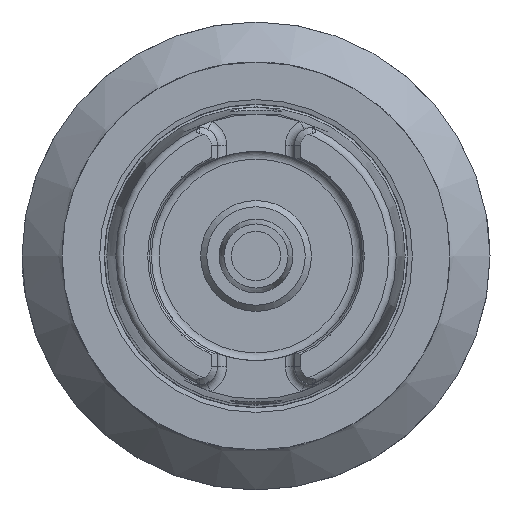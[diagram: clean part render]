
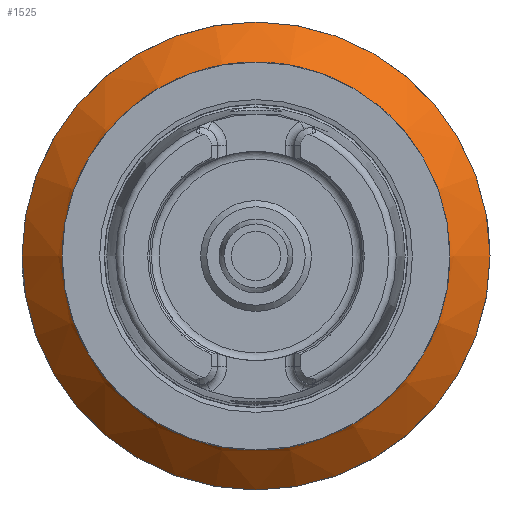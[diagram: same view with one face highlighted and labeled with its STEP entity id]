
A CAD part, left-side view. The second image highlights one B-rep face of the part: STEP entity #1525.
In plain terms, the highlighted conical face has half-angle 44.999 degrees and reference radius 32.125 mm.
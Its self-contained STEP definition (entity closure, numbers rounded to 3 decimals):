
#1172=CARTESIAN_POINT('',(105.,38.,0.0));
#1173=VERTEX_POINT('',#1172);
#1174=CARTESIAN_POINT('',(105.,0.0,0.0));
#1175=DIRECTION('',(1.0,0.0,0.0));
#1176=DIRECTION('',(0.0,1.0,0.0));
#1177=AXIS2_PLACEMENT_3D('',#1174,#1175,#1176);
#1178=CIRCLE('',#1177,38.);
#1179=EDGE_CURVE('',#1173,#1173,#1178,.T.);
#1491=CARTESIAN_POINT('',(93.25,26.25,0.0));
#1492=VERTEX_POINT('',#1491);
#1493=CARTESIAN_POINT('',(93.25,0.0,0.0));
#1494=DIRECTION('',(1.0,0.0,0.0));
#1495=DIRECTION('',(0.0,1.0,0.0));
#1496=AXIS2_PLACEMENT_3D('',#1493,#1494,#1495);
#1497=CIRCLE('',#1496,26.25);
#1498=EDGE_CURVE('',#1492,#1492,#1497,.T.);
#1514=CARTESIAN_POINT('',(99.125,0.0,0.0));
#1515=DIRECTION('',(1.0,0.0,0.0));
#1516=DIRECTION('',(0.0,1.0,0.0));
#1517=AXIS2_PLACEMENT_3D('',#1514,#1515,#1516);
#1518=CONICAL_SURFACE('',#1517,32.125,44.999);
#1519=ORIENTED_EDGE('',*,*,#1179,.F.);
#1520=EDGE_LOOP('',(#1519));
#1521=FACE_OUTER_BOUND('',#1520,.T.);
#1522=ORIENTED_EDGE('',*,*,#1498,.T.);
#1523=EDGE_LOOP('',(#1522));
#1524=FACE_BOUND('',#1523,.T.);
#1525=ADVANCED_FACE('',(#1521,#1524),#1518,.T.);
